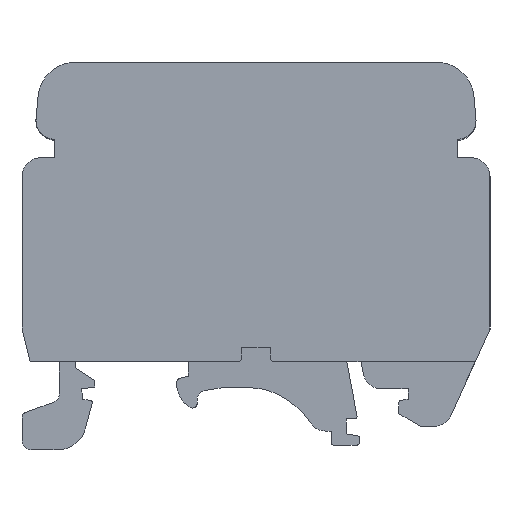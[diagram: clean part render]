
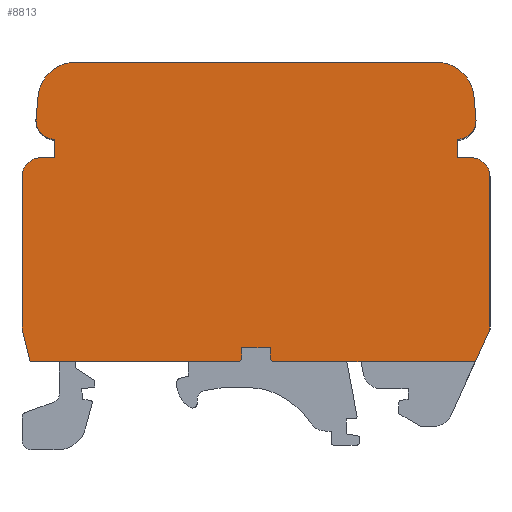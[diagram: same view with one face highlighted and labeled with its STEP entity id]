
A CAD part, front view. The second image highlights one B-rep face of the part: STEP entity #8813.
In plain terms, the highlighted planar face has unit normal (0, -1, 0).
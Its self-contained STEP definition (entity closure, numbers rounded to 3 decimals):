
#73=CIRCLE('',#9211,0.5);
#74=CIRCLE('',#9212,0.5);
#75=CIRCLE('',#9213,2.);
#76=CIRCLE('',#9214,2.);
#77=CIRCLE('',#9215,4.);
#78=CIRCLE('',#9216,4.);
#79=CIRCLE('',#9217,2.);
#80=CIRCLE('',#9218,2.);
#437=LINE('',#11863,#1153);
#440=LINE('',#11869,#1156);
#441=LINE('',#11874,#1157);
#442=LINE('',#11876,#1158);
#443=LINE('',#11878,#1159);
#444=LINE('',#11882,#1160);
#445=LINE('',#11884,#1161);
#446=LINE('',#11886,#1162);
#447=LINE('',#11890,#1163);
#448=LINE('',#11892,#1164);
#449=LINE('',#11894,#1165);
#450=LINE('',#11898,#1166);
#451=LINE('',#11902,#1167);
#452=LINE('',#11906,#1168);
#453=LINE('',#11909,#1169);
#454=LINE('',#11911,#1170);
#455=LINE('',#11915,#1171);
#456=LINE('',#11917,#1172);
#1153=VECTOR('',#9934,1000.);
#1156=VECTOR('',#9939,1000.);
#1157=VECTOR('',#9942,1000.);
#1158=VECTOR('',#9943,1000.);
#1159=VECTOR('',#9944,1000.);
#1160=VECTOR('',#9947,1000.);
#1161=VECTOR('',#9948,1000.);
#1162=VECTOR('',#9949,1000.);
#1163=VECTOR('',#9952,1000.);
#1164=VECTOR('',#9953,1000.);
#1165=VECTOR('',#9954,1000.);
#1166=VECTOR('',#9957,1000.);
#1167=VECTOR('',#9960,1000.);
#1168=VECTOR('',#9963,1000.);
#1169=VECTOR('',#9966,1000.);
#1170=VECTOR('',#9967,1000.);
#1171=VECTOR('',#9970,1000.);
#1172=VECTOR('',#9971,1000.);
#1951=ORIENTED_EDGE('',*,*,#3801,.T.);
#1952=ORIENTED_EDGE('',*,*,#3802,.T.);
#1953=ORIENTED_EDGE('',*,*,#3803,.F.);
#1954=ORIENTED_EDGE('',*,*,#3804,.F.);
#1955=ORIENTED_EDGE('',*,*,#3805,.F.);
#1956=ORIENTED_EDGE('',*,*,#3806,.T.);
#1957=ORIENTED_EDGE('',*,*,#3807,.T.);
#1958=ORIENTED_EDGE('',*,*,#3808,.F.);
#1959=ORIENTED_EDGE('',*,*,#3809,.T.);
#1960=ORIENTED_EDGE('',*,*,#3810,.T.);
#1961=ORIENTED_EDGE('',*,*,#3811,.T.);
#1962=ORIENTED_EDGE('',*,*,#3812,.T.);
#1963=ORIENTED_EDGE('',*,*,#3813,.T.);
#1964=ORIENTED_EDGE('',*,*,#3814,.T.);
#1965=ORIENTED_EDGE('',*,*,#3815,.T.);
#1966=ORIENTED_EDGE('',*,*,#3816,.T.);
#1967=ORIENTED_EDGE('',*,*,#3817,.T.);
#1968=ORIENTED_EDGE('',*,*,#3818,.T.);
#1969=ORIENTED_EDGE('',*,*,#3819,.T.);
#1970=ORIENTED_EDGE('',*,*,#3820,.T.);
#1971=ORIENTED_EDGE('',*,*,#3798,.T.);
#1972=ORIENTED_EDGE('',*,*,#3821,.T.);
#1973=ORIENTED_EDGE('',*,*,#3822,.T.);
#1974=ORIENTED_EDGE('',*,*,#3823,.T.);
#1975=ORIENTED_EDGE('',*,*,#3824,.T.);
#1976=ORIENTED_EDGE('',*,*,#3825,.F.);
#3798=EDGE_CURVE('',#4715,#4716,#437,.T.);
#3801=EDGE_CURVE('',#4717,#4718,#440,.T.);
#3802=EDGE_CURVE('',#4718,#4719,#73,.T.);
#3803=EDGE_CURVE('',#4720,#4719,#441,.T.);
#3804=EDGE_CURVE('',#4721,#4720,#442,.T.);
#3805=EDGE_CURVE('',#4722,#4721,#443,.T.);
#3806=EDGE_CURVE('',#4722,#4723,#74,.T.);
#3807=EDGE_CURVE('',#4723,#4724,#444,.T.);
#3808=EDGE_CURVE('',#4725,#4724,#445,.T.);
#3809=EDGE_CURVE('',#4725,#4726,#446,.T.);
#3810=EDGE_CURVE('',#4726,#4727,#75,.T.);
#3811=EDGE_CURVE('',#4727,#4728,#447,.T.);
#3812=EDGE_CURVE('',#4728,#4729,#448,.T.);
#3813=EDGE_CURVE('',#4729,#4730,#449,.T.);
#3814=EDGE_CURVE('',#4730,#4731,#76,.T.);
#3815=EDGE_CURVE('',#4731,#4732,#450,.T.);
#3816=EDGE_CURVE('',#4732,#4733,#77,.T.);
#3817=EDGE_CURVE('',#4733,#4734,#451,.T.);
#3818=EDGE_CURVE('',#4734,#4735,#78,.T.);
#3819=EDGE_CURVE('',#4735,#4736,#452,.T.);
#3820=EDGE_CURVE('',#4736,#4715,#79,.T.);
#3821=EDGE_CURVE('',#4716,#4737,#453,.T.);
#3822=EDGE_CURVE('',#4737,#4738,#454,.T.);
#3823=EDGE_CURVE('',#4738,#4739,#80,.T.);
#3824=EDGE_CURVE('',#4739,#4740,#455,.T.);
#3825=EDGE_CURVE('',#4717,#4740,#456,.T.);
#4715=VERTEX_POINT('',#11864);
#4716=VERTEX_POINT('',#11865);
#4717=VERTEX_POINT('',#11870);
#4718=VERTEX_POINT('',#11871);
#4719=VERTEX_POINT('',#11873);
#4720=VERTEX_POINT('',#11875);
#4721=VERTEX_POINT('',#11877);
#4722=VERTEX_POINT('',#11879);
#4723=VERTEX_POINT('',#11881);
#4724=VERTEX_POINT('',#11883);
#4725=VERTEX_POINT('',#11885);
#4726=VERTEX_POINT('',#11887);
#4727=VERTEX_POINT('',#11889);
#4728=VERTEX_POINT('',#11891);
#4729=VERTEX_POINT('',#11893);
#4730=VERTEX_POINT('',#11895);
#4731=VERTEX_POINT('',#11897);
#4732=VERTEX_POINT('',#11899);
#4733=VERTEX_POINT('',#11901);
#4734=VERTEX_POINT('',#11903);
#4735=VERTEX_POINT('',#11905);
#4736=VERTEX_POINT('',#11907);
#4737=VERTEX_POINT('',#11910);
#4738=VERTEX_POINT('',#11912);
#4739=VERTEX_POINT('',#11914);
#4740=VERTEX_POINT('',#11916);
#5292=EDGE_LOOP('',(#1951,#1952,#1953,#1954,#1955,#1956,#1957,#1958,#1959,
#1960,#1961,#1962,#1963,#1964,#1965,#1966,#1967,#1968,#1969,#1970,#1971,
#1972,#1973,#1974,#1975,#1976));
#5671=FACE_BOUND('',#5292,.T.);
#6045=PLANE('',#9210);
#8813=ADVANCED_FACE('',(#5671),#6045,.T.);
#9210=AXIS2_PLACEMENT_3D('',#11868,#9937,#9938);
#9211=AXIS2_PLACEMENT_3D('',#11872,#9940,#9941);
#9212=AXIS2_PLACEMENT_3D('',#11880,#9945,#9946);
#9213=AXIS2_PLACEMENT_3D('',#11888,#9950,#9951);
#9214=AXIS2_PLACEMENT_3D('',#11896,#9955,#9956);
#9215=AXIS2_PLACEMENT_3D('',#11900,#9958,#9959);
#9216=AXIS2_PLACEMENT_3D('',#11904,#9961,#9962);
#9217=AXIS2_PLACEMENT_3D('',#11908,#9964,#9965);
#9218=AXIS2_PLACEMENT_3D('',#11913,#9968,#9969);
#9934=DIRECTION('',(0.966,0.,-0.259));
#9937=DIRECTION('',(0.,-1.,0.));
#9938=DIRECTION('',(1.,0.,0.));
#9939=DIRECTION('',(1.,0.,0.));
#9940=DIRECTION('',(0.,-1.,0.));
#9941=DIRECTION('',(1.,0.,0.));
#9942=DIRECTION('',(0.,0.,-1.));
#9943=DIRECTION('',(-1.,0.,0.));
#9944=DIRECTION('',(0.,0.,1.));
#9945=DIRECTION('',(0.,-1.,0.));
#9946=DIRECTION('',(1.,0.,0.));
#9947=DIRECTION('',(1.,0.,0.));
#9948=DIRECTION('',(-0.407,0.,-0.914));
#9949=DIRECTION('',(0.,0.,1.));
#9950=DIRECTION('',(0.,-1.,0.));
#9951=DIRECTION('',(-1.,0.,0.));
#9952=DIRECTION('',(-1.,0.,0.));
#9953=DIRECTION('',(0.,0.,1.));
#9954=DIRECTION('',(0.966,0.,0.259));
#9955=DIRECTION('',(0.,-1.,0.));
#9956=DIRECTION('',(-1.,0.,0.));
#9957=DIRECTION('',(-0.087,0.,0.996));
#9958=DIRECTION('',(0.,-1.,0.));
#9959=DIRECTION('',(-1.,0.,0.));
#9960=DIRECTION('',(-1.,0.,0.));
#9961=DIRECTION('',(0.,-1.,0.));
#9962=DIRECTION('',(-1.,0.,0.));
#9963=DIRECTION('',(-0.087,0.,-0.996));
#9964=DIRECTION('',(0.,-1.,0.));
#9965=DIRECTION('',(1.,0.,0.));
#9966=DIRECTION('',(0.,0.,-1.));
#9967=DIRECTION('',(-1.,0.,0.));
#9968=DIRECTION('',(0.,-1.,0.));
#9969=DIRECTION('',(1.,0.,0.));
#9970=DIRECTION('',(0.,0.,-1.));
#9971=DIRECTION('',(-0.242,0.,0.97));
#11863=CARTESIAN_POINT('',(-21.14,-10.,13.074));
#11864=CARTESIAN_POINT('',(-21.665,-10.,13.215));
#11865=CARTESIAN_POINT('',(-21.14,-10.,13.074));
#11868=CARTESIAN_POINT('',(23.36,-10.,9.174));
#11869=CARTESIAN_POINT('',(0.36,-10.,-10.626));
#11870=CARTESIAN_POINT('',(-23.767,-10.,-10.626));
#11871=CARTESIAN_POINT('',(-1.64,-10.,-10.626));
#11872=CARTESIAN_POINT('',(-1.64,-10.,-10.126));
#11873=CARTESIAN_POINT('',(-1.14,-10.,-10.126));
#11874=CARTESIAN_POINT('',(-1.14,-10.,-9.126));
#11875=CARTESIAN_POINT('',(-1.14,-10.,-9.126));
#11876=CARTESIAN_POINT('',(1.86,-10.,-9.126));
#11877=CARTESIAN_POINT('',(1.86,-10.,-9.126));
#11878=CARTESIAN_POINT('',(1.86,-10.,-10.626));
#11879=CARTESIAN_POINT('',(1.86,-10.,-10.126));
#11880=CARTESIAN_POINT('',(2.36,-10.,-10.126));
#11881=CARTESIAN_POINT('',(2.36,-10.,-10.626));
#11882=CARTESIAN_POINT('',(0.36,-10.,-10.626));
#11883=CARTESIAN_POINT('',(23.802,-10.,-10.626));
#11884=CARTESIAN_POINT('',(31.086,-10.,5.734));
#11885=CARTESIAN_POINT('',(25.36,-10.,-7.126));
#11886=CARTESIAN_POINT('',(25.36,-10.,-10.626));
#11887=CARTESIAN_POINT('',(25.36,-10.,9.174));
#11888=CARTESIAN_POINT('',(23.36,-10.,9.174));
#11889=CARTESIAN_POINT('',(23.36,-10.,11.174));
#11890=CARTESIAN_POINT('',(21.86,-10.,11.174));
#11891=CARTESIAN_POINT('',(21.86,-10.,11.174));
#11892=CARTESIAN_POINT('',(21.86,-10.,11.174));
#11893=CARTESIAN_POINT('',(21.86,-10.,13.074));
#11894=CARTESIAN_POINT('',(21.86,-10.,13.074));
#11895=CARTESIAN_POINT('',(22.385,-10.,13.215));
#11896=CARTESIAN_POINT('',(21.868,-10.,15.147));
#11897=CARTESIAN_POINT('',(23.86,-10.,15.321));
#11898=CARTESIAN_POINT('',(23.86,-10.,15.321));
#11899=CARTESIAN_POINT('',(23.65,-10.,17.723));
#11900=CARTESIAN_POINT('',(19.665,-10.,17.374));
#11901=CARTESIAN_POINT('',(19.665,-10.,21.374));
#11902=CARTESIAN_POINT('',(0.36,-10.,21.374));
#11903=CARTESIAN_POINT('',(-18.945,-10.,21.374));
#11904=CARTESIAN_POINT('',(-18.945,-10.,17.374));
#11905=CARTESIAN_POINT('',(-22.93,-10.,17.723));
#11906=CARTESIAN_POINT('',(-23.14,-10.,15.321));
#11907=CARTESIAN_POINT('',(-23.14,-10.,15.321));
#11908=CARTESIAN_POINT('',(-21.148,-10.,15.147));
#11909=CARTESIAN_POINT('',(-21.14,-10.,11.174));
#11910=CARTESIAN_POINT('',(-21.14,-10.,11.174));
#11911=CARTESIAN_POINT('',(-21.14,-10.,11.174));
#11912=CARTESIAN_POINT('',(-22.64,-10.,11.174));
#11913=CARTESIAN_POINT('',(-22.64,-10.,9.174));
#11914=CARTESIAN_POINT('',(-24.64,-10.,9.174));
#11915=CARTESIAN_POINT('',(-24.64,-10.,-10.626));
#11916=CARTESIAN_POINT('',(-24.64,-10.,-7.126));
#11917=CARTESIAN_POINT('',(-25.657,-10.,-3.047));
